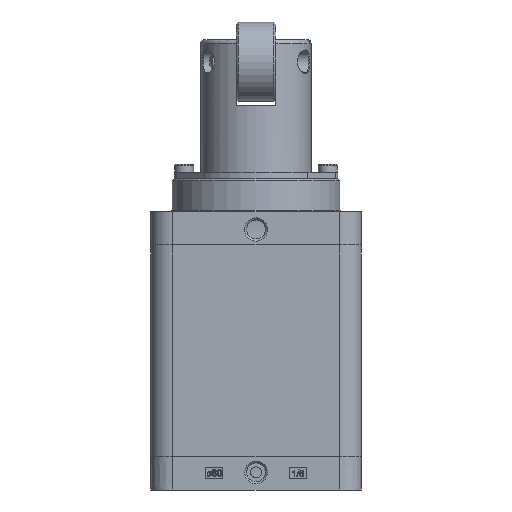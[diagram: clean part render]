
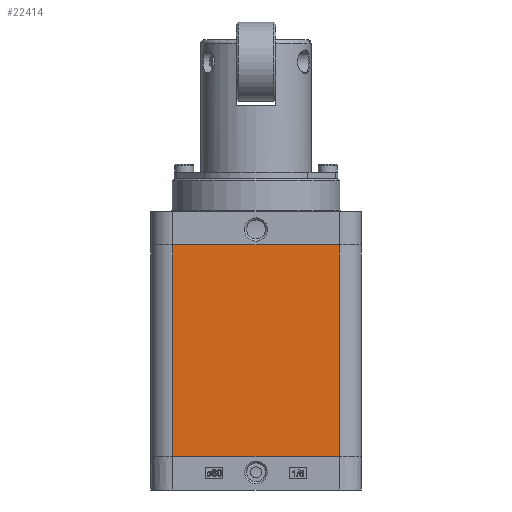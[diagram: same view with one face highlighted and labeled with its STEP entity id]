
A CAD part, left-side view. The second image highlights one B-rep face of the part: STEP entity #22414.
In plain terms, the highlighted planar face has unit normal (-1, 0, 0).
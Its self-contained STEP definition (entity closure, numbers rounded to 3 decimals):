
#983 = EDGE_LOOP ( 'NONE', ( #2592, #2590, #2589, #2588 ) ) ;
#2588 = ORIENTED_EDGE ( 'NONE', *, *, #9937, .F. ) ;
#2589 = ORIENTED_EDGE ( 'NONE', *, *, #9946, .T. ) ;
#2590 = ORIENTED_EDGE ( 'NONE', *, *, #9951, .T. ) ;
#2592 = ORIENTED_EDGE ( 'NONE', *, *, #9952, .F. ) ;
#9937 = EDGE_CURVE ( 'NONE', #15056, #15055, #16958, .T. ) ;
#9946 = EDGE_CURVE ( 'NONE', #15054, #15055, #16967, .T. ) ;
#9951 = EDGE_CURVE ( 'NONE', #15057, #15054, #16978, .T. ) ;
#9952 = EDGE_CURVE ( 'NONE', #15057, #15056, #16980, .T. ) ;
#10461 = AXIS2_PLACEMENT_3D ( 'NONE', #12488, #12491, #12492 ) ;
#10710 = CARTESIAN_POINT ( 'NONE',  ( -47.75, -37.75, -22. ) ) ;
#10711 = DIRECTION ( 'NONE',  ( 0., 0., -1. ) ) ;
#10731 = CARTESIAN_POINT ( 'NONE',  ( -47.75, 37.75, -94. ) ) ;
#10732 = DIRECTION ( 'NONE',  ( 0., -1., 0. ) ) ;
#10745 = CARTESIAN_POINT ( 'NONE',  ( -47.75, 37.75, -22. ) ) ;
#10746 = DIRECTION ( 'NONE',  ( 0., 0., -1. ) ) ;
#10747 = CARTESIAN_POINT ( 'NONE',  ( -47.75, 37.75, 2. ) ) ;
#10748 = DIRECTION ( 'NONE',  ( 0., -1., 0. ) ) ;
#11501 = CARTESIAN_POINT ( 'NONE',  ( -47.75, 37.75, -94. ) ) ;
#11502 = CARTESIAN_POINT ( 'NONE',  ( -47.75, -37.75, -94. ) ) ;
#11503 = CARTESIAN_POINT ( 'NONE',  ( -47.75, -37.75, 2. ) ) ;
#11504 = CARTESIAN_POINT ( 'NONE',  ( -47.75, 37.75, 2. ) ) ;
#12488 = CARTESIAN_POINT ( 'NONE',  ( -47.75, -37.75, -22. ) ) ;
#12489 = PLANE ( 'NONE',  #10461 ) ;
#12491 = DIRECTION ( 'NONE',  ( -1., 0., 0. ) ) ;
#12492 = DIRECTION ( 'NONE',  ( 0., 0.707, 0.707 ) ) ;
#15054 = VERTEX_POINT ( 'NONE', #11501 ) ;
#15055 = VERTEX_POINT ( 'NONE', #11502 ) ;
#15056 = VERTEX_POINT ( 'NONE', #11503 ) ;
#15057 = VERTEX_POINT ( 'NONE', #11504 ) ;
#16958 = LINE ( 'NONE', #10710, #16959 ) ;
#16959 = VECTOR ( 'NONE', #10711, 1000. ) ;
#16967 = LINE ( 'NONE', #10731, #16968 ) ;
#16968 = VECTOR ( 'NONE', #10732, 1000. ) ;
#16978 = LINE ( 'NONE', #10745, #16979 ) ;
#16979 = VECTOR ( 'NONE', #10746, 1000. ) ;
#16980 = LINE ( 'NONE', #10747, #16981 ) ;
#16981 = VECTOR ( 'NONE', #10748, 1000. ) ;
#17363 = FACE_OUTER_BOUND ( 'NONE', #983, .T. ) ;
#22414 = ADVANCED_FACE ( 'NONE', ( #17363 ), #12489, .T. ) ;
